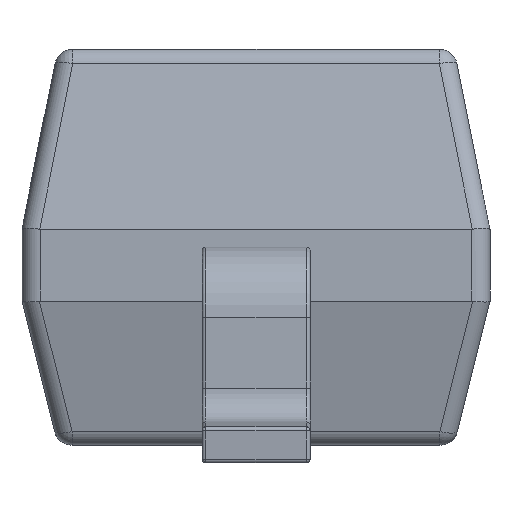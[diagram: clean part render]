
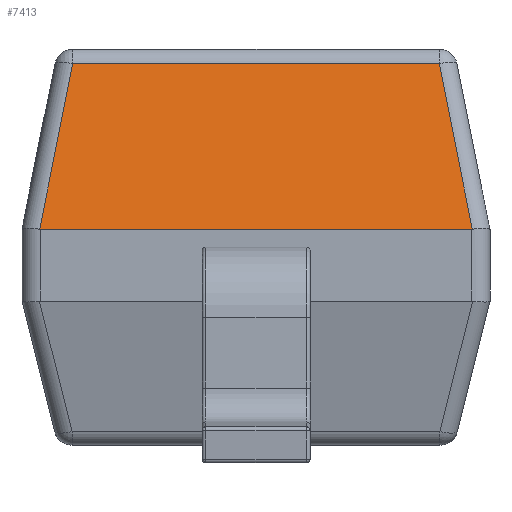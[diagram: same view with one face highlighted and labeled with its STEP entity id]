
A CAD part, left-side view. The second image highlights one B-rep face of the part: STEP entity #7413.
In plain terms, the highlighted planar face has unit normal (-0.981, 0, 0.196).
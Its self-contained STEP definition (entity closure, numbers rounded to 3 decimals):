
#681 = DIRECTION ( 'NONE',  ( -0.192, 0.192, -0.962 ) ) ;
#964 = VERTEX_POINT ( 'NONE', #11028 ) ;
#1031 = VERTEX_POINT ( 'NONE', #7757 ) ;
#1233 = VERTEX_POINT ( 'NONE', #3586 ) ;
#1514 = CARTESIAN_POINT ( 'NONE',  ( -0.8, -0.6, 0.7 ) ) ;
#1984 = AXIS2_PLACEMENT_3D ( 'NONE', #11086, #16475, #8201 ) ;
#2788 = CARTESIAN_POINT ( 'NONE',  ( -0.681, 0.482, 1.293 ) ) ;
#2810 = VERTEX_POINT ( 'NONE', #14445 ) ;
#2811 = VECTOR ( 'NONE', #681, 1000. ) ;
#3085 = CARTESIAN_POINT ( 'NONE',  ( -0.8, 0.6, 0.7 ) ) ;
#3205 = EDGE_CURVE ( 'NONE', #1233, #14833, #5432, .T. ) ;
#3223 = CARTESIAN_POINT ( 'NONE',  ( -0.8, -0.6, 0.7 ) ) ;
#3251 = ORIENTED_EDGE ( 'NONE', *, *, #3205, .T. ) ;
#3278 = LINE ( 'NONE', #13825, #13471 ) ;
#3427 = CARTESIAN_POINT ( 'NONE',  ( -0.8, 0.601, 0.7 ) ) ;
#3586 = CARTESIAN_POINT ( 'NONE',  ( -0.708, 0.509, 1.16 ) ) ;
#3728 = EDGE_CURVE ( 'NONE', #964, #1233, #3278, .T. ) ;
#3995 = CARTESIAN_POINT ( 'NONE',  ( -0.8, 0.601, 0.7 ) ) ;
#5099 = EDGE_LOOP ( 'NONE', ( #3251, #10729, #6737, #12012, #11460, #13340 ) ) ;
#5432 = LINE ( 'NONE', #2788, #2811 ) ;
#5718 = CARTESIAN_POINT ( 'NONE',  ( -0.8, -0.601, 0.7 ) ) ;
#5863 = DIRECTION ( 'NONE',  ( 0., 1., 0. ) ) ;
#6737 = ORIENTED_EDGE ( 'NONE', *, *, #14437, .F. ) ;
#6873 = CARTESIAN_POINT ( 'NONE',  ( -0.8, -0.601, 0.7 ) ) ;
#6877 = DIRECTION ( 'NONE',  ( 0., 1., 0. ) ) ;
#7139 = CARTESIAN_POINT ( 'NONE',  ( -0.8, -0.6, 0.7 ) ) ;
#7198 = CARTESIAN_POINT ( 'NONE',  ( -0.8, 0.65, 0.7 ) ) ;
#7413 = ADVANCED_FACE ( 'NONE', ( #13520 ), #14912, .T. ) ;
#7757 = CARTESIAN_POINT ( 'NONE',  ( -0.8, 0.6, 0.7 ) ) ;
#8201 = DIRECTION ( 'NONE',  ( 0., 1., 0. ) ) ;
#8778 = LINE ( 'NONE', #7198, #10017 ) ;
#9272 = DIRECTION ( 'NONE',  ( 0.192, 0.192, 0.962 ) ) ;
#9423 = LINE ( 'NONE', #10709, #9496 ) ;
#9496 = VECTOR ( 'NONE', #9272, 1000. ) ;
#10016 =( BOUNDED_CURVE ( )  B_SPLINE_CURVE ( 3, ( #1514, #7139, #6873, #5718 ),
 .UNSPECIFIED., .F., .F. ) 
 B_SPLINE_CURVE_WITH_KNOTS ( ( 4, 4 ),
 ( 0., 0.019 ),
 .UNSPECIFIED. ) 
 CURVE ( )  GEOMETRIC_REPRESENTATION_ITEM ( )  RATIONAL_B_SPLINE_CURVE ( ( 1., 1., 1., 1. ) ) 
 REPRESENTATION_ITEM ( '' )  );
#10017 = VECTOR ( 'NONE', #5863, 1000. ) ;
#10086 = CARTESIAN_POINT ( 'NONE',  ( -0.8, 0.601, 0.7 ) ) ;
#10709 = CARTESIAN_POINT ( 'NONE',  ( -0.681, -0.482, 1.293 ) ) ;
#10729 = ORIENTED_EDGE ( 'NONE', *, *, #10894, .T. ) ;
#10894 = EDGE_CURVE ( 'NONE', #14833, #1031, #15875, .T. ) ;
#11028 = CARTESIAN_POINT ( 'NONE',  ( -0.708, -0.509, 1.16 ) ) ;
#11086 = CARTESIAN_POINT ( 'NONE',  ( -0.7, 0., 1.2 ) ) ;
#11460 = ORIENTED_EDGE ( 'NONE', *, *, #11549, .T. ) ;
#11549 = EDGE_CURVE ( 'NONE', #2810, #964, #9423, .T. ) ;
#12012 = ORIENTED_EDGE ( 'NONE', *, *, #16647, .T. ) ;
#13340 = ORIENTED_EDGE ( 'NONE', *, *, #3728, .T. ) ;
#13471 = VECTOR ( 'NONE', #6877, 1000. ) ;
#13520 = FACE_OUTER_BOUND ( 'NONE', #5099, .T. ) ;
#13825 = CARTESIAN_POINT ( 'NONE',  ( -0.708, 0., 1.16 ) ) ;
#14256 = CARTESIAN_POINT ( 'NONE',  ( -0.8, 0.6, 0.7 ) ) ;
#14437 = EDGE_CURVE ( 'NONE', #16219, #1031, #8778, .T. ) ;
#14445 = CARTESIAN_POINT ( 'NONE',  ( -0.8, -0.601, 0.7 ) ) ;
#14833 = VERTEX_POINT ( 'NONE', #3995 ) ;
#14912 = PLANE ( 'NONE',  #1984 ) ;
#15875 =( BOUNDED_CURVE ( )  B_SPLINE_CURVE ( 3, ( #10086, #3427, #3085, #14256 ),
 .UNSPECIFIED., .F., .F. ) 
 B_SPLINE_CURVE_WITH_KNOTS ( ( 4, 4 ),
 ( 6.264, 6.283 ),
 .UNSPECIFIED. ) 
 CURVE ( )  GEOMETRIC_REPRESENTATION_ITEM ( )  RATIONAL_B_SPLINE_CURVE ( ( 1., 1., 1., 1. ) ) 
 REPRESENTATION_ITEM ( '' )  );
#16219 = VERTEX_POINT ( 'NONE', #3223 ) ;
#16475 = DIRECTION ( 'NONE',  ( -0.981, 0., 0.196 ) ) ;
#16647 = EDGE_CURVE ( 'NONE', #16219, #2810, #10016, .T. ) ;
